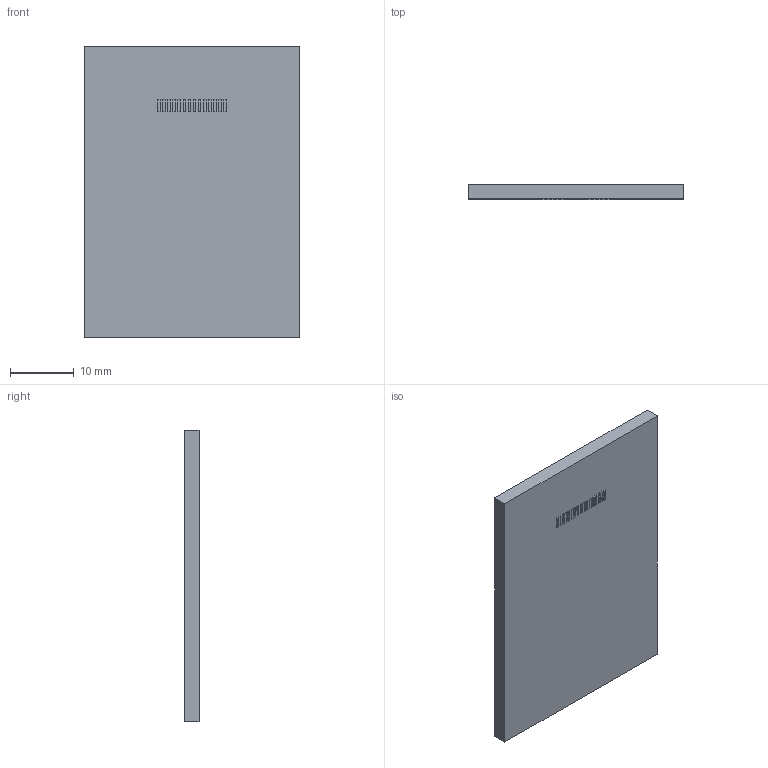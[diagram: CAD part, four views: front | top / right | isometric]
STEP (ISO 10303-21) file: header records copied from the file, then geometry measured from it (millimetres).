
FILE_DESCRIPTION(/* description */ (''),/* implementation_level */ '2;1');
FILE_NAME(/* name */ 'ST7735.stp',/* time_stamp */ '2022-10-13T22:44:17+03:00',/* author */ ('СЕМЕН'),/* organization */ (''),/* preprocessor_version */ 'ST-DEVELOPER v18.1',/* originating_system */ 'Autodesk Inventor 2021',/* authorisation */ '');
FILE_SCHEMA (('AUTOMOTIVE_DESIGN { 1 0 10303 214 3 1 1 }'));
Length unit declared in the file: millimetre
Products named in the file (1): ST7735
Bounding box: 33.8 x 2.4 x 45.8 mm (x, y, z)
Volume: 3544.5 mm3; surface area: 3467.4 mm2
Topology: 1 solids, 1 shells, 81 faces, 192 edges, 128 vertices
Faces by surface type: plane 81
Entity records: 2429 total; most frequent: CARTESIAN_POINT 402, ORIENTED_EDGE 384, DIRECTION 356, LINE 192, VECTOR 192, EDGE_CURVE 192, VERTEX_POINT 128, EDGE_LOOP 96
